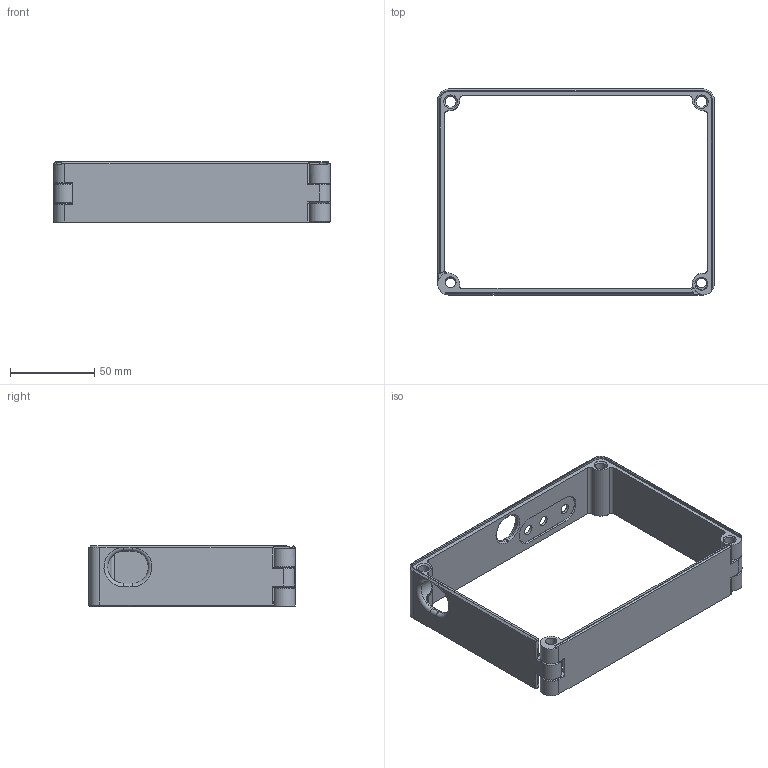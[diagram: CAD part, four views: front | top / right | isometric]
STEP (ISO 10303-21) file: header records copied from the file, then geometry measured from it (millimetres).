
FILE_DESCRIPTION(('FreeCAD Model'),'2;1');
FILE_NAME('Open CASCADE Shape Model','2024-09-18T15:23:16',('Author'),( ''),'Open CASCADE STEP processor 7.6','FreeCAD','Unknown');
FILE_SCHEMA(('AUTOMOTIVE_DESIGN { 1 0 10303 214 1 1 1 1 }'));
Length unit declared in the file: millimetre
Products named in the file (5): Zeptocade_three_panel; Bottom; Body003; Top; Body
Assembly tree (4 placements, depth 3):
  Zeptocade_three_panel
    Bottom
      Body003
    Top
      Body
Bounding box: 163.79 x 122.18 x 35.6 mm (x, y, z)
Volume: 75893.9 mm3; surface area: 45492.8 mm2
Topology: 2 solids, 2 shells, 202 faces, 515 edges, 317 vertices
Faces by surface type: cylinder 70, plane 63, cone 44, bspline 13, torus 12
Full cylindrical faces by diameter (mm): 6.1 x3, 6.45 x8, 11 x3
Entity records: 7994 total; most frequent: CARTESIAN_POINT 2947, DIRECTION 1075, ORIENTED_EDGE 1026, EDGE_CURVE 513, AXIS2_PLACEMENT_3D 415, VERTEX_POINT 317, LINE 245, VECTOR 245
